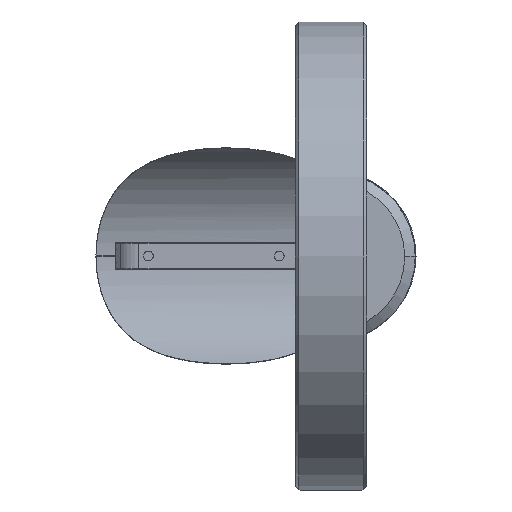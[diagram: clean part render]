
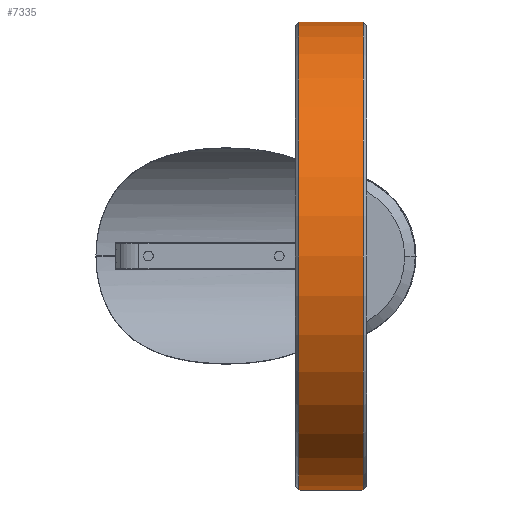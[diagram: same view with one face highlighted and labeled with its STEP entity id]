
A CAD part, left-side view. The second image highlights one B-rep face of the part: STEP entity #7335.
In plain terms, the highlighted cylindrical face has radius 56.769 mm (diameter 113.538 mm), a partial arc.
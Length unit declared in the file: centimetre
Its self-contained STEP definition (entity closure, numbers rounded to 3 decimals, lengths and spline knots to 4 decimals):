
#149 = EDGE_LOOP ( 'NONE', ( #5859, #5672, #5795, #5589, #5596, #5792, #5941, #5685, #5686, #5712, #5724, #5989 ) ) ;
#601 = VERTEX_POINT ( 'NONE', #6072 ) ;
#703 = VERTEX_POINT ( 'NONE', #985 ) ;
#705 = VERTEX_POINT ( 'NONE', #970 ) ;
#722 = VERTEX_POINT ( 'NONE', #863 ) ;
#729 = VERTEX_POINT ( 'NONE', #956 ) ;
#753 = VERTEX_POINT ( 'NONE', #828 ) ;
#773 = VERTEX_POINT ( 'NONE', #971 ) ;
#777 = VERTEX_POINT ( 'NONE', #869 ) ;
#798 = VERTEX_POINT ( 'NONE', #823 ) ;
#820 = DIRECTION ( 'NONE',  ( 0., -1., 0. ) ) ;
#823 = CARTESIAN_POINT ( 'NONE',  ( -0.0825, 0.7493, 5.6763 ) ) ;
#828 = CARTESIAN_POINT ( 'NONE',  ( -0.0825, -0.7874, -5.6763 ) ) ;
#837 = CARTESIAN_POINT ( 'NONE',  ( -0.0825, -0.8064, 5.6763 ) ) ;
#838 = DIRECTION ( 'NONE',  ( 0., 1., 0. ) ) ;
#848 = CARTESIAN_POINT ( 'NONE',  ( -0.0825, 0.8065, 5.6763 ) ) ;
#850 = CARTESIAN_POINT ( 'NONE',  ( 0., 0.7493, 0. ) ) ;
#863 = CARTESIAN_POINT ( 'NONE',  ( -0.0825, -0.7493, -5.6763 ) ) ;
#869 = CARTESIAN_POINT ( 'NONE',  ( 0., -0.7493, 5.6769 ) ) ;
#900 = DIRECTION ( 'NONE',  ( 0., 1., 0. ) ) ;
#908 = DIRECTION ( 'NONE',  ( 0., 0., 1. ) ) ;
#914 = CARTESIAN_POINT ( 'NONE',  ( 0., -0.7493, 0. ) ) ;
#941 = DIRECTION ( 'NONE',  ( 0., 0., 1. ) ) ;
#956 = CARTESIAN_POINT ( 'NONE',  ( -0.0825, 0.7874, 5.6763 ) ) ;
#967 = DIRECTION ( 'NONE',  ( 0., 1., 0. ) ) ;
#970 = CARTESIAN_POINT ( 'NONE',  ( 0., 0.7493, 5.6769 ) ) ;
#971 = CARTESIAN_POINT ( 'NONE',  ( -0.0825, -0.7493, 5.6763 ) ) ;
#985 = CARTESIAN_POINT ( 'NONE',  ( 0., -0.7493, -5.6769 ) ) ;
#1318 = CARTESIAN_POINT ( 'NONE',  ( 0., -0.8636, 5.6769 ) ) ;
#1354 = CARTESIAN_POINT ( 'NONE',  ( 0., 0.7874, 0. ) ) ;
#1379 = DIRECTION ( 'NONE',  ( 0., 0., 1. ) ) ;
#1386 = CARTESIAN_POINT ( 'NONE',  ( 0., -0.8636, -5.6769 ) ) ;
#1443 = DIRECTION ( 'NONE',  ( 0., 1., 0. ) ) ;
#1447 = DIRECTION ( 'NONE',  ( 0., 1., 0. ) ) ;
#1462 = DIRECTION ( 'NONE',  ( 0., -1., 0. ) ) ;
#1570 = EDGE_CURVE ( 'NONE', #601, #773, #7540, .T. ) ;
#1598 = EDGE_CURVE ( 'NONE', #773, #777, #7585, .T. ) ;
#1600 = EDGE_CURVE ( 'NONE', #705, #798, #7588, .T. ) ;
#1603 = EDGE_CURVE ( 'NONE', #798, #729, #7586, .T. ) ;
#1626 = EDGE_CURVE ( 'NONE', #777, #705, #7621, .T. ) ;
#1627 = EDGE_CURVE ( 'NONE', #703, #14253, #7624, .T. ) ;
#1633 = EDGE_CURVE ( 'NONE', #729, #14404, #7630, .T. ) ;
#1676 = EDGE_CURVE ( 'NONE', #753, #601, #7682, .T. ) ;
#2358 = AXIS2_PLACEMENT_3D ( 'NONE', #914, #967, #908 ) ;
#2359 = AXIS2_PLACEMENT_3D ( 'NONE', #850, #820, #941 ) ;
#2371 = AXIS2_PLACEMENT_3D ( 'NONE', #1354, #1462, #1379 ) ;
#2394 = AXIS2_PLACEMENT_3D ( 'NONE', #13756, #13754, #13691 ) ;
#4830 = DIRECTION ( 'NONE',  ( 0., 0., 1. ) ) ;
#4832 = DIRECTION ( 'NONE',  ( 0., 1., 0. ) ) ;
#4834 = CARTESIAN_POINT ( 'NONE',  ( 0., -0.8636, 0. ) ) ;
#5177 = EDGE_CURVE ( 'NONE', #703, #722, #8030, .T. ) ;
#5199 = EDGE_CURVE ( 'NONE', #14318, #14253, #8051, .T. ) ;
#5202 = EDGE_CURVE ( 'NONE', #14404, #14318, #8064, .T. ) ;
#5209 = EDGE_CURVE ( 'NONE', #722, #753, #8071, .T. ) ;
#5589 = ORIENTED_EDGE ( 'NONE', *, *, #1676, .T. ) ;
#5596 = ORIENTED_EDGE ( 'NONE', *, *, #1570, .T. ) ;
#5672 = ORIENTED_EDGE ( 'NONE', *, *, #5177, .T. ) ;
#5685 = ORIENTED_EDGE ( 'NONE', *, *, #1600, .T. ) ;
#5686 = ORIENTED_EDGE ( 'NONE', *, *, #1603, .T. ) ;
#5712 = ORIENTED_EDGE ( 'NONE', *, *, #1633, .T. ) ;
#5724 = ORIENTED_EDGE ( 'NONE', *, *, #5202, .T. ) ;
#5792 = ORIENTED_EDGE ( 'NONE', *, *, #1598, .T. ) ;
#5795 = ORIENTED_EDGE ( 'NONE', *, *, #5209, .T. ) ;
#5859 = ORIENTED_EDGE ( 'NONE', *, *, #1627, .F. ) ;
#5941 = ORIENTED_EDGE ( 'NONE', *, *, #1626, .T. ) ;
#5989 = ORIENTED_EDGE ( 'NONE', *, *, #5199, .T. ) ;
#6072 = CARTESIAN_POINT ( 'NONE',  ( -0.0825, -0.7874, 5.6763 ) ) ;
#7335 = ADVANCED_FACE ( 'NONE', ( #11712 ), #11714, .T. ) ;
#7540 = LINE ( 'NONE', #837, #7545 ) ;
#7545 = VECTOR ( 'NONE', #900, 100. ) ;
#7585 = CIRCLE ( 'NONE', #2358, 5.6769 ) ;
#7586 = LINE ( 'NONE', #848, #7596 ) ;
#7588 = CIRCLE ( 'NONE', #2359, 5.6769 ) ;
#7596 = VECTOR ( 'NONE', #838, 100. ) ;
#7621 = LINE ( 'NONE', #1318, #7625 ) ;
#7624 = LINE ( 'NONE', #1386, #7627 ) ;
#7625 = VECTOR ( 'NONE', #1447, 100. ) ;
#7627 = VECTOR ( 'NONE', #1443, 100. ) ;
#7630 = CIRCLE ( 'NONE', #2371, 5.6769 ) ;
#7682 = CIRCLE ( 'NONE', #2394, 5.6769 ) ;
#8030 = CIRCLE ( 'NONE', #12582, 5.6769 ) ;
#8051 = CIRCLE ( 'NONE', #12595, 5.6769 ) ;
#8064 = LINE ( 'NONE', #12404, #8066 ) ;
#8066 = VECTOR ( 'NONE', #12405, 100. ) ;
#8071 = LINE ( 'NONE', #12423, #8077 ) ;
#8077 = VECTOR ( 'NONE', #12428, 100. ) ;
#11712 = FACE_OUTER_BOUND ( 'NONE', #149, .T. ) ;
#11714 = CYLINDRICAL_SURFACE ( 'NONE', #12840, 5.6769 ) ;
#12348 = CARTESIAN_POINT ( 'NONE',  ( 0., -0.7493, 0. ) ) ;
#12349 = DIRECTION ( 'NONE',  ( 0., 1., 0. ) ) ;
#12350 = DIRECTION ( 'NONE',  ( 0., 0., 1. ) ) ;
#12401 = CARTESIAN_POINT ( 'NONE',  ( 0., 0.7493, 0. ) ) ;
#12402 = DIRECTION ( 'NONE',  ( 0., -1., 0. ) ) ;
#12403 = DIRECTION ( 'NONE',  ( 0., 0., 1. ) ) ;
#12404 = CARTESIAN_POINT ( 'NONE',  ( -0.0826, 0.8064, -5.6763 ) ) ;
#12405 = DIRECTION ( 'NONE',  ( 0., -1., 0. ) ) ;
#12423 = CARTESIAN_POINT ( 'NONE',  ( -0.0825, -0.8065, -5.6763 ) ) ;
#12428 = DIRECTION ( 'NONE',  ( 0., -1., 0. ) ) ;
#12582 = AXIS2_PLACEMENT_3D ( 'NONE', #12348, #12349, #12350 ) ;
#12595 = AXIS2_PLACEMENT_3D ( 'NONE', #12401, #12402, #12403 ) ;
#12840 = AXIS2_PLACEMENT_3D ( 'NONE', #4834, #4832, #4830 ) ;
#13691 = DIRECTION ( 'NONE',  ( 0., 0., 1. ) ) ;
#13754 = DIRECTION ( 'NONE',  ( 0., 1., 0. ) ) ;
#13756 = CARTESIAN_POINT ( 'NONE',  ( 0., -0.7874, 0. ) ) ;
#14253 = VERTEX_POINT ( 'NONE', #15227 ) ;
#14318 = VERTEX_POINT ( 'NONE', #15292 ) ;
#14404 = VERTEX_POINT ( 'NONE', #15378 ) ;
#15227 = CARTESIAN_POINT ( 'NONE',  ( 0., 0.7493, -5.6769 ) ) ;
#15292 = CARTESIAN_POINT ( 'NONE',  ( -0.0826, 0.7493, -5.6763 ) ) ;
#15378 = CARTESIAN_POINT ( 'NONE',  ( -0.0826, 0.7874, -5.6763 ) ) ;
